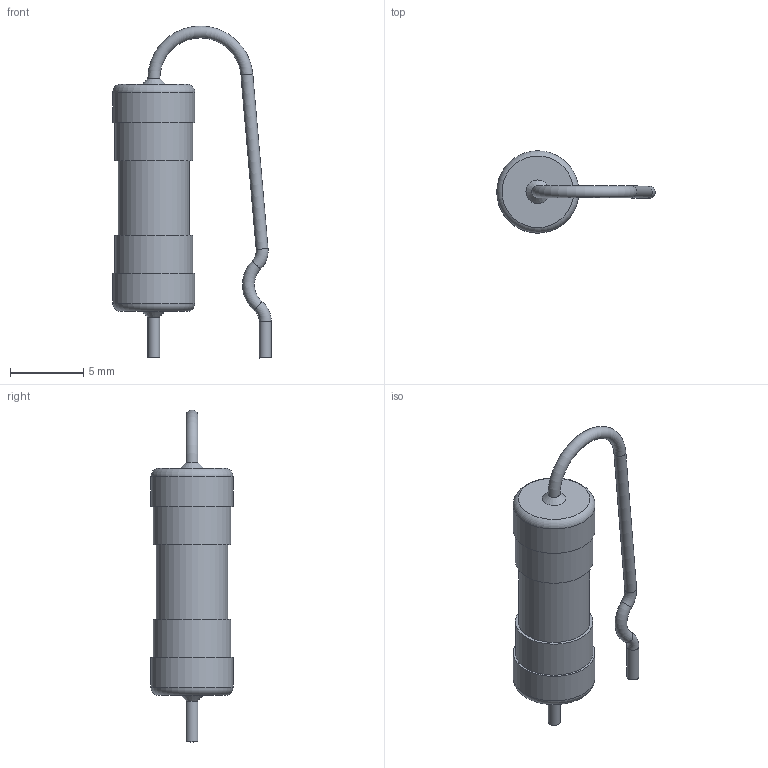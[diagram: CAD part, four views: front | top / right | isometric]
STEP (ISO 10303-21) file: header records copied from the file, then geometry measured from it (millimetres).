
FILE_DESCRIPTION(('STEP AP214'), '1');
FILE_NAME('Bel_MJS_V', '2017-04-09T19:18:07', ('Nobody'), (''), 'ASCON STEP Converter 1.3', 'ASCON Math Kernel', '');
FILE_SCHEMA(('AUTOMOTIVE_DESIGN { 1 0 10303 214 3 1 1}'));
Length unit declared in the file: millimetre
Bounding box: 10.83 x 5.61 x 22.7 mm (x, y, z)
Volume: 183.6 mm3; surface area: 908.2 mm2
Topology: 6 solids, 6 shells, 38 faces, 53 edges, 33 vertices
Faces by surface type: plane 18, cylinder 12, torus 6, cone 2
Full cylindrical faces by diameter (mm): 0.1 x1, 0.813 x3, 3.863 x1, 4.863 x1, 4.913 x2, 5.313 x2, 5.613 x2
Entity records: 1096 total; most frequent: DIRECTION 144, CARTESIAN_POINT 105, AXIS2_PLACEMENT_3D 72, EDGE_LOOP 66, ORIENTED_EDGE 66, COLOUR_RGB 44, FILL_AREA_STYLE_COLOUR 44, FILL_AREA_STYLE 44
